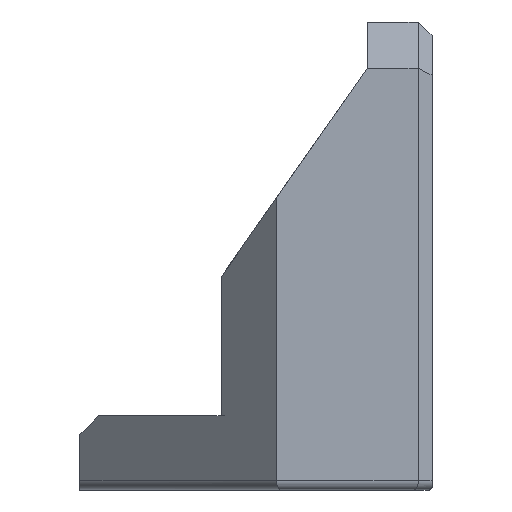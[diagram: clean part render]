
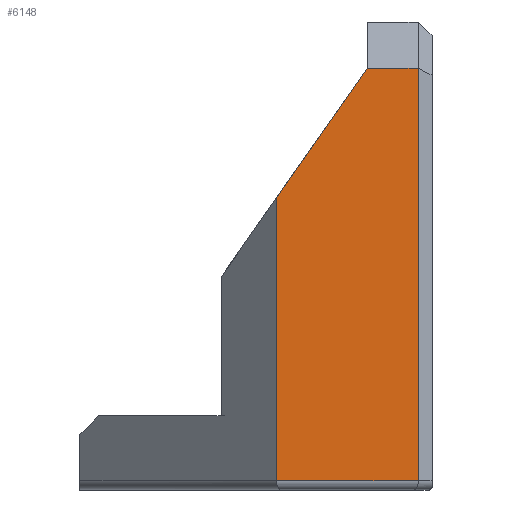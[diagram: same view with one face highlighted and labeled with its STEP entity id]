
A CAD part, left-side view. The second image highlights one B-rep face of the part: STEP entity #6148.
In plain terms, the highlighted planar face has unit normal (-1, 0, 0).
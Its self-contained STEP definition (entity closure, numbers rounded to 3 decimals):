
#293=PLANE('',#6663);
#857=LINE('',#9648,#1591);
#859=LINE('',#9653,#1593);
#864=LINE('',#9663,#1598);
#865=LINE('',#9665,#1599);
#866=LINE('',#9666,#1600);
#1591=VECTOR('',#7847,10.);
#1593=VECTOR('',#7853,10.);
#1598=VECTOR('',#7860,10.);
#1599=VECTOR('',#7861,10.);
#1600=VECTOR('',#7862,10.);
#2152=FACE_OUTER_BOUND('',#2541,.T.);
#2541=EDGE_LOOP('',(#5206,#5207,#5208,#5209,#5210));
#3155=VERTEX_POINT('',#9642);
#3156=VERTEX_POINT('',#9646);
#3157=VERTEX_POINT('',#9652);
#3161=VERTEX_POINT('',#9662);
#3162=VERTEX_POINT('',#9664);
#3882=EDGE_CURVE('',#3156,#3155,#857,.T.);
#3884=EDGE_CURVE('',#3157,#3155,#859,.T.);
#3889=EDGE_CURVE('',#3161,#3156,#864,.T.);
#3890=EDGE_CURVE('',#3162,#3161,#865,.T.);
#3891=EDGE_CURVE('',#3162,#3157,#866,.T.);
#5206=ORIENTED_EDGE('',*,*,#3882,.F.);
#5207=ORIENTED_EDGE('',*,*,#3889,.F.);
#5208=ORIENTED_EDGE('',*,*,#3890,.F.);
#5209=ORIENTED_EDGE('',*,*,#3891,.T.);
#5210=ORIENTED_EDGE('',*,*,#3884,.T.);
#6148=ADVANCED_FACE('',(#2152),#293,.T.);
#6663=AXIS2_PLACEMENT_3D('',#9661,#7858,#7859);
#7847=DIRECTION('',(0.,1.,0.));
#7853=DIRECTION('',(0.,0.,-1.));
#7858=DIRECTION('center_axis',(-1.,0.,0.));
#7859=DIRECTION('ref_axis',(0.,-1.,0.));
#7860=DIRECTION('',(0.,0.,-1.));
#7861=DIRECTION('',(0.,-1.,0.));
#7862=DIRECTION('',(0.,0.574,-0.819));
#9642=CARTESIAN_POINT('',(-26.225,16.775,1.));
#9646=CARTESIAN_POINT('',(-26.225,1.5,1.));
#9648=CARTESIAN_POINT('',(-26.225,28.5,1.));
#9652=CARTESIAN_POINT('',(-26.225,16.775,31.54));
#9653=CARTESIAN_POINT('',(-26.225,16.775,4.));
#9661=CARTESIAN_POINT('Origin',(-26.225,38.,0.));
#9662=CARTESIAN_POINT('',(-26.225,1.5,45.5));
#9663=CARTESIAN_POINT('',(-26.225,1.5,0.));
#9664=CARTESIAN_POINT('',(-26.225,7.,45.5));
#9665=CARTESIAN_POINT('',(-26.225,28.5,45.5));
#9666=CARTESIAN_POINT('',(-26.225,31.788,10.099));
